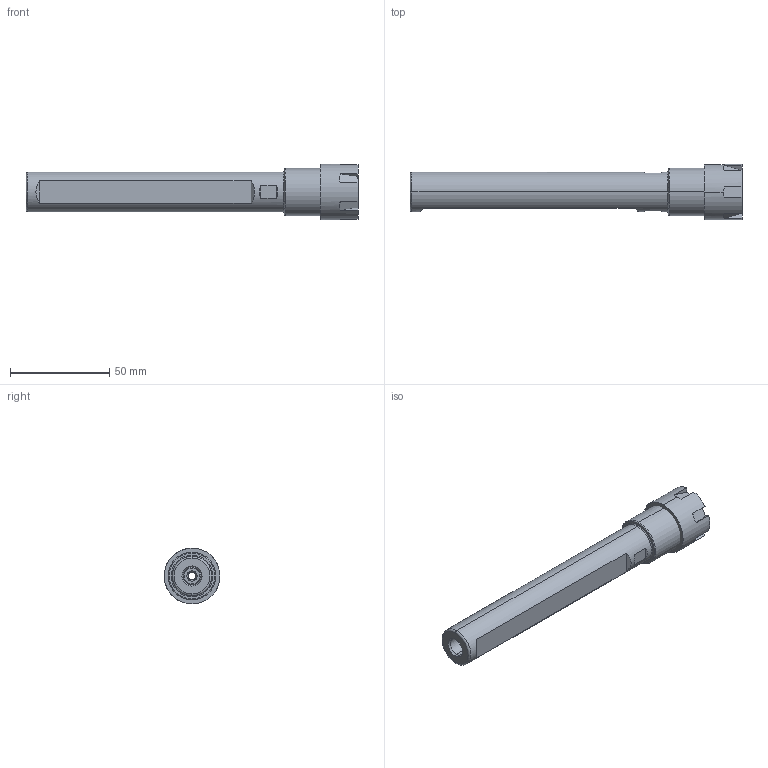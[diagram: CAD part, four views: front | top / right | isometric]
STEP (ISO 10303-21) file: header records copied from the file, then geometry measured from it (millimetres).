
FILE_DESCRIPTION (( 'STEP AP203' ), '1' );
FILE_NAME ('93ER-20MD20130.STEP', '2022-01-17T09:34:05', ( '' ), ( '' ), 'SwSTEP 2.0', 'SolidWorks 2018', '' );
FILE_SCHEMA (( 'CONFIG_CONTROL_DESIGN' ));
Length unit declared in the file: millimetre
Products named in the file (8): SCWM10X1; CYS20CCHER20130MFWW; FTNUTER20M; 93ER-20MD20130
Assembly tree (4 placements, depth 3):
  SCWM10X1
  93ER-20MD20130
    CYS20CCHER20130MFWW
      CYS20CCHER20130MFWW
      FTNUTER20M
      SCWM10X1
  CYS20CCHER20130MFWW
  FTNUTER20M
Bounding box: 167 x 28 x 28 mm (x, y, z)
Volume: 42122.5 mm3; surface area: 20475 mm2
Topology: 3 solids, 3 shells, 92 faces, 212 edges, 134 vertices
Faces by surface type: plane 50, cylinder 20, cone 14, torus 8
Entity records: 3373 total; most frequent: CARTESIAN_POINT 489, DIRECTION 488, ORIENTED_EDGE 424, EDGE_CURVE 212, AXIS2_PLACEMENT_3D 189, VERTEX_POINT 134, LINE 110, VECTOR 110
